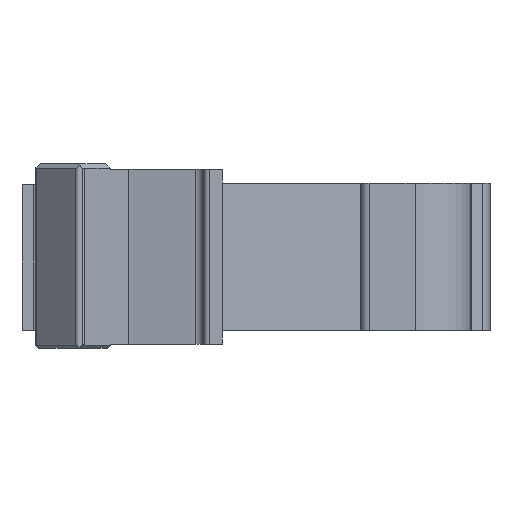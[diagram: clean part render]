
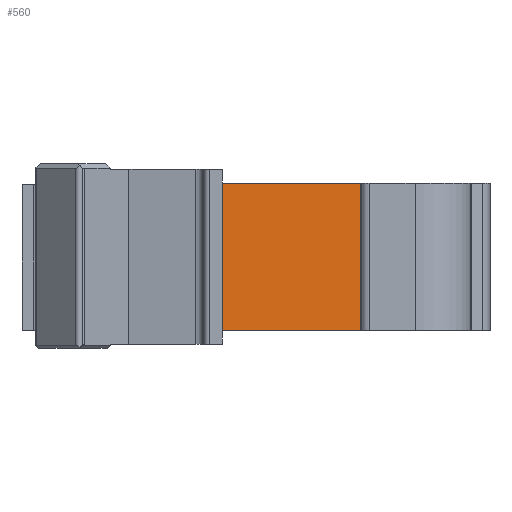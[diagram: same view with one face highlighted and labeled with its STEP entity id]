
A CAD part, front view. The second image highlights one B-rep face of the part: STEP entity #560.
In plain terms, the highlighted planar face has unit normal (0.087, -0.996, 0).
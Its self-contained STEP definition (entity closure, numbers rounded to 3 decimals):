
#560=ADVANCED_FACE('',(#1256),#896,.T.);
#896=PLANE('',#9240);
#1256=FACE_OUTER_BOUND('',#1694,.T.);
#1694=EDGE_LOOP('',(#3084,#3085,#3086,#3087));
#3084=ORIENTED_EDGE('',*,*,#6149,.F.);
#3085=ORIENTED_EDGE('',*,*,#5612,.F.);
#3086=ORIENTED_EDGE('',*,*,#6150,.T.);
#3087=ORIENTED_EDGE('',*,*,#5835,.T.);
#4646=VERTEX_POINT('',#12563);
#4661=VERTEX_POINT('',#12593);
#4744=VERTEX_POINT('',#12780);
#4745=VERTEX_POINT('',#12781);
#5612=EDGE_CURVE('',#4744,#4745,#7134,.T.);
#5835=EDGE_CURVE('',#4661,#4646,#7299,.T.);
#6149=EDGE_CURVE('',#4745,#4646,#7524,.T.);
#6150=EDGE_CURVE('',#4744,#4661,#7525,.T.);
#7134=LINE('',#12779,#8060);
#7299=LINE('',#13219,#8225);
#7524=LINE('',#13836,#8450);
#7525=LINE('',#13837,#8451);
#8060=VECTOR('',#10108,1.);
#8225=VECTOR('',#10541,1.);
#8450=VECTOR('',#11166,1.);
#8451=VECTOR('',#11167,1.);
#9240=AXIS2_PLACEMENT_3D('',#13838,#11168,#11169);
#10108=DIRECTION('',(0.,0.,-1.));
#10541=DIRECTION('',(0.,0.,-1.));
#11166=DIRECTION('',(-0.996,-0.087,0.));
#11167=DIRECTION('',(-0.996,-0.087,0.));
#11168=DIRECTION('',(0.087,-0.996,0.));
#11169=DIRECTION('',(0.,0.,1.));
#12563=CARTESIAN_POINT('',(25.704,-39.6,0.));
#12593=CARTESIAN_POINT('',(25.704,-39.6,7.9));
#12779=CARTESIAN_POINT('',(35.097,-38.778,-0.05));
#12780=CARTESIAN_POINT('',(35.097,-38.778,7.9));
#12781=CARTESIAN_POINT('',(35.097,-38.778,0.));
#13219=CARTESIAN_POINT('',(25.704,-39.6,-0.05));
#13836=CARTESIAN_POINT('',(31.931,-39.055,0.));
#13837=CARTESIAN_POINT('',(31.931,-39.055,7.9));
#13838=CARTESIAN_POINT('',(31.931,-39.055,-0.05));
